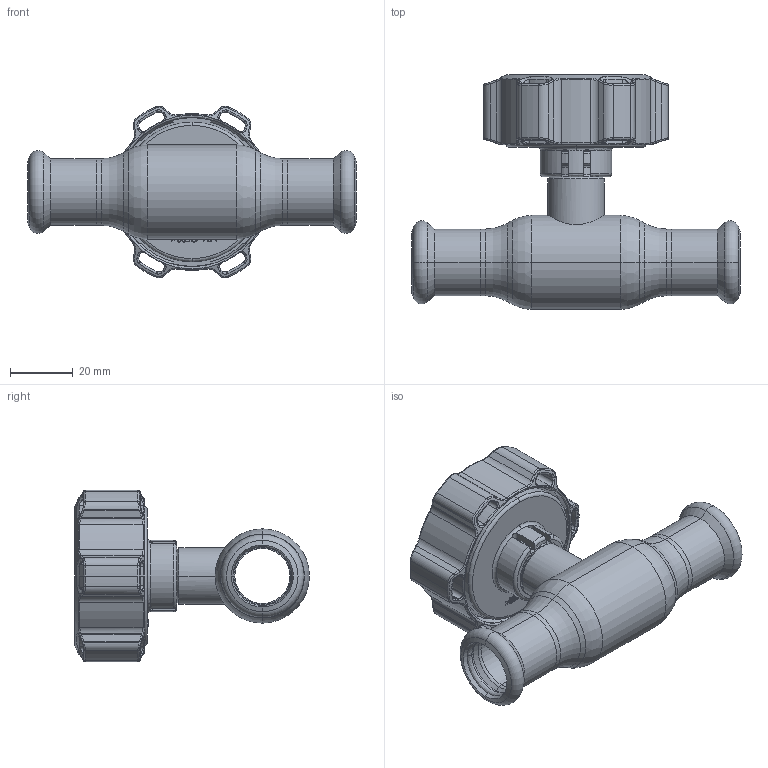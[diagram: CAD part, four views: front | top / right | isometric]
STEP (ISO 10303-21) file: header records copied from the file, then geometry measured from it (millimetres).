
FILE_DESCRIPTION (( 'STEP AP214' ), '1' );
FILE_NAME ('2015000100-0200.step', '2024-01-11T10:55:56', ( '' ), ( '' ), 'SwSTEP 2.0', 'SolidWorks 2021', '' );
FILE_SCHEMA (( 'AUTOMOTIVE_DESIGN' ));
Length unit declared in the file: millimetre
Products named in the file (1): 2015000100-0200
Bounding box: 104.6 x 74.8 x 54.57 mm (x, y, z)
Surface area: 27765 mm2 (no closed solid volume)
Topology: 0 solids, 10 shells, 558 faces, 1664 edges, 1083 vertices
Faces by surface type: bspline 193, cylinder 126, plane 96, torus 85, cone 58
Entity records: 35401 total; most frequent: CARTESIAN_POINT 16160, ORIENTED_EDGE 2931, DIRECTION 2257, EDGE_CURVE 1660, VERTEX_POINT 1083, AXIS2_PLACEMENT_3D 913, B_SPLINE_CURVE_WITH_KNOTS 646, EDGE_LOOP 591
